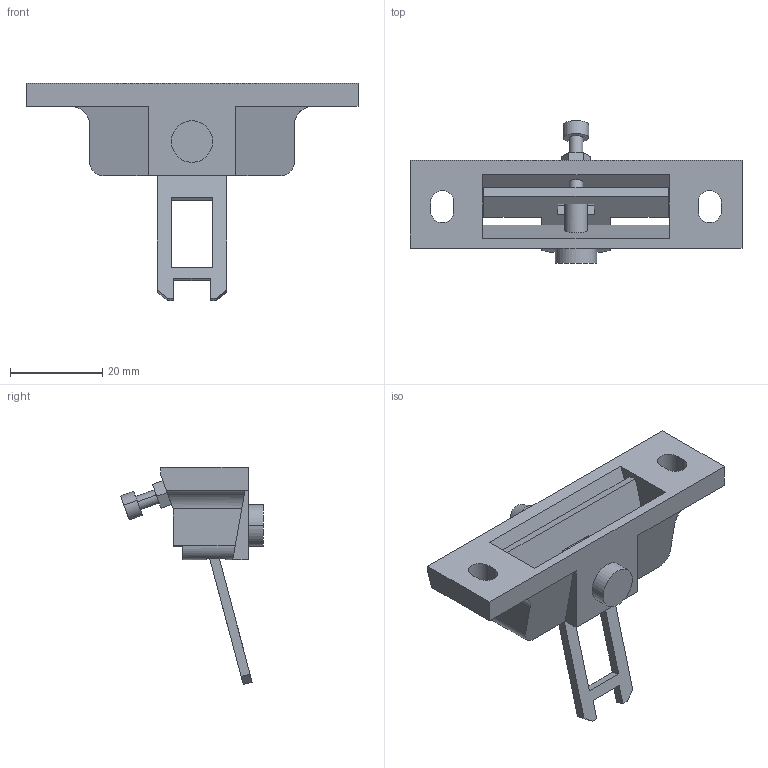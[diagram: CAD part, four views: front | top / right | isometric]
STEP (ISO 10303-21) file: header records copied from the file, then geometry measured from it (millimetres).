
FILE_DESCRIPTION (( 'STEP AP203' ), '1' );
FILE_NAME ('OUTSIDE-HS9Z-A53.STEP', '2014-04-18T10:13:09', ( 'IDEC' ), ( '' ), 'SwSTEP 2.0', 'SolidWorks 2012', '' );
FILE_SCHEMA (( 'CONFIG_CONTROL_DESIGN' ));
Length unit declared in the file: millimetre
Products named in the file (4): OUTSIDE-HS9Z-A3-ACTR-BASE; OUTSIDE-BOLT(M3x12); OUTSIDE-HS9Z-ACTR-3; OUTSIDE-HS9Z-A53
Assembly tree (3 placements, depth 2):
  OUTSIDE-HS9Z-A53
    OUTSIDE-HS9Z-A3-ACTR-BASE
    OUTSIDE-BOLT(M3x12)
    OUTSIDE-HS9Z-ACTR-3
Bounding box: 72 x 30.97 x 47.09 mm (x, y, z)
Volume: 11078.9 mm3; surface area: 9523.3 mm2
Topology: 3 solids, 3 shells, 88 faces, 240 edges, 160 vertices
Faces by surface type: plane 68, cylinder 20
Entity records: 3205 total; most frequent: CARTESIAN_POINT 521, ORIENTED_EDGE 480, DIRECTION 458, EDGE_CURVE 240, VECTOR 192, LINE 192, VERTEX_POINT 160, AXIS2_PLACEMENT_3D 133
